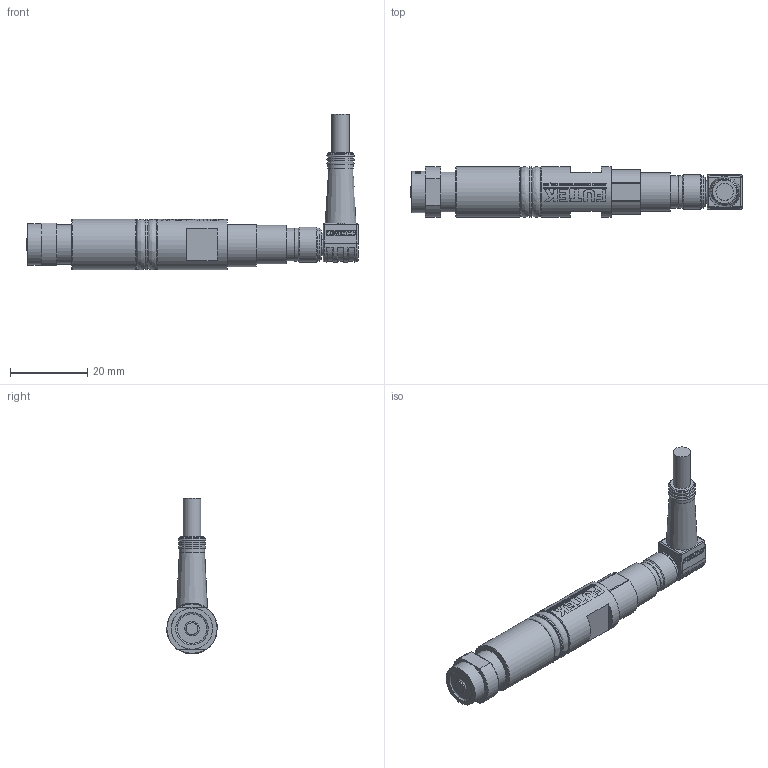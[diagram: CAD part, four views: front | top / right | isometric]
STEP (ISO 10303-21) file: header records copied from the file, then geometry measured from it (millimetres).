
FILE_DESCRIPTION(/* description */ (''),/* implementation_level */ '2;1');
FILE_NAME(/* name */ 'QLA388 Assembly_Shrinkwrap_1.stp',/* time_stamp */ '2015-06-26T17:47:38-07:00',/* author */ ('Maciej'),/* organization */ (''),/* preprocessor_version */ 'ST-DEVELOPER v15.6',/* originating_system */ 'Autodesk Inventor 2015',/* authorisation */ '');
FILE_SCHEMA (('AUTOMOTIVE_DESIGN { 1 0 10303 214 3 1 1 }'));
Length unit declared in the file: inch
Products named in the file (1): QLA388 Assembly_Shrinkwrap_1
Bounding box: 85.85 x 13.09 x 40.3 mm (x, y, z)
Volume: 9472.1 mm3; surface area: 5648.3 mm2
Topology: 4 solids, 9 shells, 1418 faces, 3844 edges, 2543 vertices
Faces by surface type: plane 917, bspline 316, cylinder 144, torus 23, cone 13, sphere 5
Full cylindrical faces by diameter (mm): 3.048 x1, 4.5 x2, 5.6 x1, 5.7 x2, 5.8 x1, 6.5 x1, 6.559 x4, 6.6 x1, 6.8 x1, 6.9 x2, 6.95 x2, 7.2 x1, 8.382 x1, 8.4 x1, 8.5 x2, 9 x1, 10 x1, 10.257 x3, 10.668 x1, 13 x3
Entity records: 51659 total; most frequent: CARTESIAN_POINT 16278, ORIENTED_EDGE 7522, DIRECTION 6048, EDGE_CURVE 3760, VERTEX_POINT 2525, LINE 2384, VECTOR 2384, AXIS2_PLACEMENT_3D 1832
